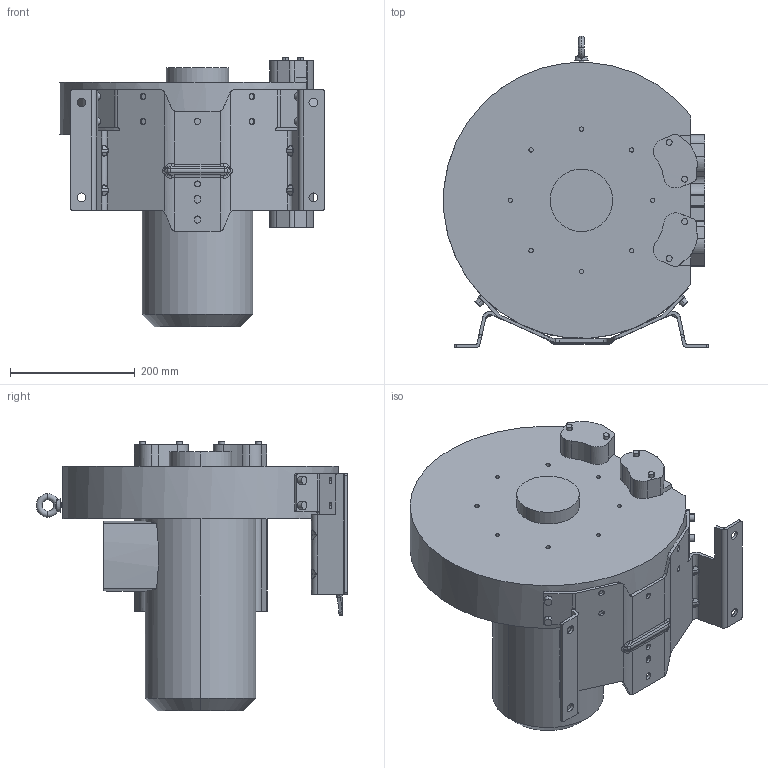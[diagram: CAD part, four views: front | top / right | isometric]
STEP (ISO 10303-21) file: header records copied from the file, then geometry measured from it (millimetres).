
FILE_DESCRIPTION(/* description */ (''),/* implementation_level */ '2;1');
FILE_NAME(/* name */ '4RB610-0AQ16-1-JT-.stp',/* time_stamp */ '2025-07-21T14:43:39+08:00',/* author */ (''),/* organization */ (''),/* preprocessor_version */ 'ST-DEVELOPER v16',/* originating_system */ 'SIEMENS PLM Software NX 10.0',/* authorisation */ '');
FILE_SCHEMA (('AP203_CONFIGURATION_CONTROLLED_3D_DESIGN_OF_MECHANICAL_PARTS_AND_ASSEMBLIES_MIM_LF { 1 0 10303 403 2 1 2}'));
Length unit declared in the file: millimetre
Products named in the file (1): Admi1FF8BDE0qk5y
Bounding box: 423.45 x 498.78 x 432.08 mm (x, y, z)
Volume: 22949577.7 mm3; surface area: 916540.6 mm2
Topology: 2 solids, 2 shells, 505 faces, 1294 edges, 823 vertices
Faces by surface type: cylinder 245, plane 160, bspline 79, torus 10, cone 7, sphere 4
Entity records: 20711 total; most frequent: CARTESIAN_POINT 8970, ORIENTED_EDGE 2580, DIRECTION 2238, EDGE_CURVE 1290, AXIS2_PLACEMENT_3D 850, VERTEX_POINT 823, EDGE_LOOP 563, LINE 538
